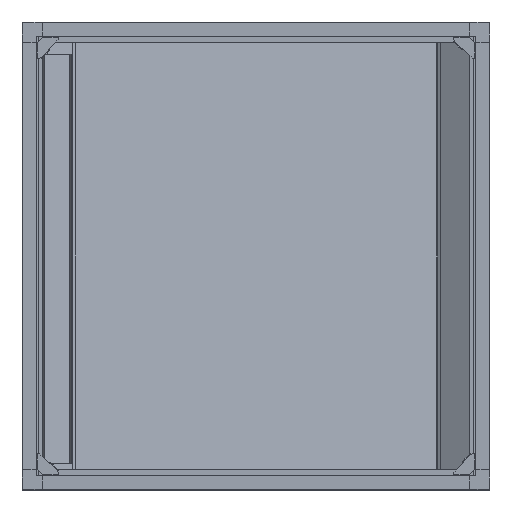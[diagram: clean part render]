
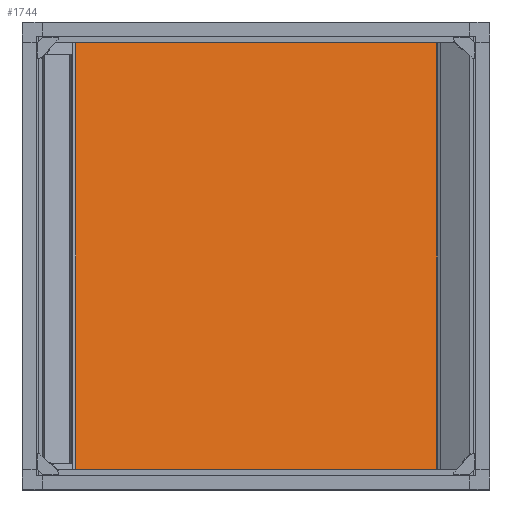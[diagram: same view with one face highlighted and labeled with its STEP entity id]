
A CAD part, left-side view. The second image highlights one B-rep face of the part: STEP entity #1744.
In plain terms, the highlighted planar face has unit normal (-0.848, -0.53, 0).
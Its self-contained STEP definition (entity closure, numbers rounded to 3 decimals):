
#235 = CARTESIAN_POINT ( 'NONE',  ( 868.653, 900.671, 1600.916 ) ) ;
#417 = ORIENTED_EDGE ( 'NONE', *, *, #2338, .F. ) ;
#925 = EDGE_CURVE ( 'Defeature ausgef�hrt2_1608+Defeature ausgef�hrt2_791+Defeature ausgef�hrt2_788+Defeature ausgef�hrt2_790', #37104, #49810, #47299, .T. ) ;
#1088 = CARTESIAN_POINT ( 'NONE',  ( 466.304, 1544.563, 1597.916 ) ) ;
#1744 = ADVANCED_FACE ( 'Defeature ausgef�hrt2_1608', ( #17947 ), #54514, .T. ) ;
#2269 = VECTOR ( 'NONE', #46995, 1000. ) ;
#2338 = EDGE_CURVE ( 'Defeature ausgef�hrt2_1179+Defeature ausgef�hrt2_1608+Defeature ausgef�hrt2_1174+Defeature ausgef�hrt2_1180', #15972, #10454, #14899, .T. ) ;
#3124 = ORIENTED_EDGE ( 'NONE', *, *, #14738, .T. ) ;
#3899 = VERTEX_POINT ( 'NONE', #56688 ) ;
#4092 = EDGE_CURVE ( 'Defeature ausgef�hrt2_1608+Defeature ausgef�hrt2_788+Defeature ausgef�hrt2_1602+Defeature ausgef�hrt2_791', #43561, #37104, #22469, .T. ) ;
#4109 = ORIENTED_EDGE ( 'NONE', *, *, #30935, .T. ) ;
#4661 = DIRECTION ( 'NONE',  ( 0., 0., -1. ) ) ;
#5404 = ORIENTED_EDGE ( 'NONE', *, *, #4092, .T. ) ;
#7377 = EDGE_CURVE ( 'Defeature ausgef�hrt2_1608+Defeature ausgef�hrt2_1589+Defeature ausgef�hrt2_1179+Defeature ausgef�hrt2_1590', #15972, #54059, #38147, .T. ) ;
#8367 = ORIENTED_EDGE ( 'NONE', *, *, #28003, .T. ) ;
#8751 = LINE ( 'NONE', #57760, #22597 ) ;
#8912 = DIRECTION ( 'NONE',  ( -0.53, 0.848, 0. ) ) ;
#8939 = EDGE_LOOP ( 'NONE', ( #417, #40781, #26153, #3124, #5404, #10863, #44850, #4109, #22963, #55466, #58280, #8367 ) ) ;
#9218 = LINE ( 'NONE', #53759, #26336 ) ;
#10454 = VERTEX_POINT ( 'NONE', #42560 ) ;
#10608 = VERTEX_POINT ( 'NONE', #14137 ) ;
#10746 = CARTESIAN_POINT ( 'NONE',  ( 889.039, 868.046, 62.916 ) ) ;
#10863 = ORIENTED_EDGE ( 'NONE', *, *, #925, .T. ) ;
#11254 = CARTESIAN_POINT ( 'NONE',  ( 868.653, 900.671, 1573.916 ) ) ;
#13003 = DIRECTION ( 'NONE',  ( 0., 0., 1. ) ) ;
#13826 = CARTESIAN_POINT ( 'NONE',  ( 889.039, 868.046, 1595.116 ) ) ;
#14137 = CARTESIAN_POINT ( 'NONE',  ( 467.788, 1542.189, 1595.116 ) ) ;
#14738 = EDGE_CURVE ( 'Defeature ausgef�hrt2_1608+Defeature ausgef�hrt2_1602+Defeature ausgef�hrt2_1590+Defeature ausgef�hrt2_788', #50621, #43561, #37155, .T. ) ;
#14899 = LINE ( 'NONE', #10746, #16294 ) ;
#15437 = CARTESIAN_POINT ( 'NONE',  ( 467.208, 1543.116, 68.716 ) ) ;
#15910 = CARTESIAN_POINT ( 'NONE',  ( 889.039, 868.046, 68.716 ) ) ;
#15972 = VERTEX_POINT ( 'NONE', #15910 ) ;
#16294 = VECTOR ( 'NONE', #28752, 1000. ) ;
#17063 = EDGE_CURVE ( 'Defeature ausgef�hrt2_790+Defeature ausgef�hrt2_1608+Defeature ausgef�hrt2_1551+Defeature ausgef�hrt2_791', #28106, #49810, #58081, .T. ) ;
#17446 = VECTOR ( 'NONE', #18322, 1000. ) ;
#17947 = FACE_OUTER_BOUND ( 'NONE', #8939, .T. ) ;
#18322 = DIRECTION ( 'NONE',  ( 0., 0., -1. ) ) ;
#18788 = DIRECTION ( 'NONE',  ( 0.53, -0.848, 0. ) ) ;
#20025 = CARTESIAN_POINT ( 'NONE',  ( 1290.483, 225.6, 1595.116 ) ) ;
#20769 = CARTESIAN_POINT ( 'NONE',  ( 868.653, 900.671, 1573.916 ) ) ;
#20809 = CARTESIAN_POINT ( 'NONE',  ( 868.653, 900.671, 1595.116 ) ) ;
#21430 = EDGE_CURVE ( 'Defeature ausgef�hrt2_1608+Defeature ausgef�hrt2_1596+Defeature ausgef�hrt2_1602+Defeature ausgef�hrt2_1589', #10608, #22499, #44088, .T. ) ;
#21668 = DIRECTION ( 'NONE',  ( 0., 0., -1. ) ) ;
#22469 = LINE ( 'NONE', #22746, #17446 ) ;
#22499 = VERTEX_POINT ( 'NONE', #45971 ) ;
#22597 = VECTOR ( 'NONE', #30625, 1000. ) ;
#22664 = DIRECTION ( 'NONE',  ( 0., 0., -1. ) ) ;
#22746 = CARTESIAN_POINT ( 'NONE',  ( 889.039, 868.046, 1600.916 ) ) ;
#22963 = ORIENTED_EDGE ( 'NONE', *, *, #21430, .T. ) ;
#23457 = CARTESIAN_POINT ( 'NONE',  ( 889.039, 868.046, 1573.916 ) ) ;
#23584 = DIRECTION ( 'NONE',  ( -0.53, 0.848, 0. ) ) ;
#25428 = LINE ( 'NONE', #43687, #47391 ) ;
#26153 = ORIENTED_EDGE ( 'NONE', *, *, #30544, .T. ) ;
#26336 = VECTOR ( 'NONE', #8912, 1000. ) ;
#27621 = CARTESIAN_POINT ( 'NONE',  ( 467.208, 1543.116, 68.716 ) ) ;
#27723 = AXIS2_PLACEMENT_3D ( 'NONE', #1088, #32090, #4661 ) ;
#28003 = EDGE_CURVE ( 'Defeature ausgef�hrt2_1608+Defeature ausgef�hrt2_1180+Defeature ausgef�hrt2_1177+Defeature ausgef�hrt2_1179', #3899, #10454, #32922, .T. ) ;
#28106 = VERTEX_POINT ( 'NONE', #20809 ) ;
#28744 = DIRECTION ( 'NONE',  ( -0.53, 0.848, 0. ) ) ;
#28752 = DIRECTION ( 'NONE',  ( 0., 0., 1. ) ) ;
#28810 = CARTESIAN_POINT ( 'NONE',  ( 1289.904, 226.527, 68.716 ) ) ;
#30544 = EDGE_CURVE ( 'Defeature ausgef�hrt2_1608+Defeature ausgef�hrt2_1590+Defeature ausgef�hrt2_1589+Defeature ausgef�hrt2_1602', #54059, #50621, #8751, .T. ) ;
#30625 = DIRECTION ( 'NONE',  ( 0., 0., 1. ) ) ;
#30809 = VECTOR ( 'NONE', #46469, 1000. ) ;
#30935 = EDGE_CURVE ( 'Defeature ausgef�hrt2_1608+Defeature ausgef�hrt2_1602+Defeature ausgef�hrt2_790+Defeature ausgef�hrt2_1596', #28106, #10608, #9218, .T. ) ;
#31821 = VECTOR ( 'NONE', #28744, 1000. ) ;
#32090 = DIRECTION ( 'NONE',  ( -0.848, -0.53, 0. ) ) ;
#32922 = LINE ( 'NONE', #55038, #30809 ) ;
#37104 = VERTEX_POINT ( 'NONE', #23457 ) ;
#37155 = LINE ( 'NONE', #20025, #42498 ) ;
#37753 = EDGE_CURVE ( 'Defeature ausgef�hrt2_1608+Defeature ausgef�hrt2_1177+Defeature ausgef�hrt2_1589+Defeature ausgef�hrt2_1180', #45504, #3899, #25428, .T. ) ;
#38147 = LINE ( 'NONE', #15437, #2269 ) ;
#39943 = CARTESIAN_POINT ( 'NONE',  ( 868.653, 900.671, 68.716 ) ) ;
#40781 = ORIENTED_EDGE ( 'NONE', *, *, #7377, .T. ) ;
#42498 = VECTOR ( 'NONE', #23584, 1000. ) ;
#42560 = CARTESIAN_POINT ( 'NONE',  ( 889.039, 868.046, 89.916 ) ) ;
#43561 = VERTEX_POINT ( 'NONE', #13826 ) ;
#43687 = CARTESIAN_POINT ( 'NONE',  ( 868.653, 900.671, 62.916 ) ) ;
#44088 = LINE ( 'NONE', #49072, #54967 ) ;
#44850 = ORIENTED_EDGE ( 'NONE', *, *, #17063, .F. ) ;
#45504 = VERTEX_POINT ( 'NONE', #39943 ) ;
#45971 = CARTESIAN_POINT ( 'NONE',  ( 467.788, 1542.189, 68.716 ) ) ;
#46447 = VECTOR ( 'NONE', #22664, 1000. ) ;
#46469 = DIRECTION ( 'NONE',  ( 0.53, -0.848, 0. ) ) ;
#46995 = DIRECTION ( 'NONE',  ( 0.53, -0.848, 0. ) ) ;
#47299 = LINE ( 'NONE', #20769, #31821 ) ;
#47391 = VECTOR ( 'NONE', #13003, 1000. ) ;
#49072 = CARTESIAN_POINT ( 'NONE',  ( 467.788, 1542.189, 1596.209 ) ) ;
#49154 = LINE ( 'NONE', #27621, #55156 ) ;
#49810 = VERTEX_POINT ( 'NONE', #11254 ) ;
#50621 = VERTEX_POINT ( 'NONE', #51560 ) ;
#51560 = CARTESIAN_POINT ( 'NONE',  ( 1289.904, 226.527, 1595.116 ) ) ;
#53759 = CARTESIAN_POINT ( 'NONE',  ( 1290.483, 225.6, 1595.116 ) ) ;
#54059 = VERTEX_POINT ( 'NONE', #28810 ) ;
#54514 = PLANE ( 'NONE',  #27723 ) ;
#54967 = VECTOR ( 'NONE', #21668, 1000. ) ;
#55038 = CARTESIAN_POINT ( 'NONE',  ( 889.039, 868.046, 89.916 ) ) ;
#55156 = VECTOR ( 'NONE', #18788, 1000. ) ;
#55466 = ORIENTED_EDGE ( 'NONE', *, *, #58418, .T. ) ;
#56688 = CARTESIAN_POINT ( 'NONE',  ( 868.653, 900.671, 89.916 ) ) ;
#57760 = CARTESIAN_POINT ( 'NONE',  ( 1289.904, 226.527, 67.624 ) ) ;
#58081 = LINE ( 'NONE', #235, #46447 ) ;
#58280 = ORIENTED_EDGE ( 'NONE', *, *, #37753, .T. ) ;
#58418 = EDGE_CURVE ( 'Defeature ausgef�hrt2_1608+Defeature ausgef�hrt2_1589+Defeature ausgef�hrt2_1596+Defeature ausgef�hrt2_1177', #22499, #45504, #49154, .T. ) ;
